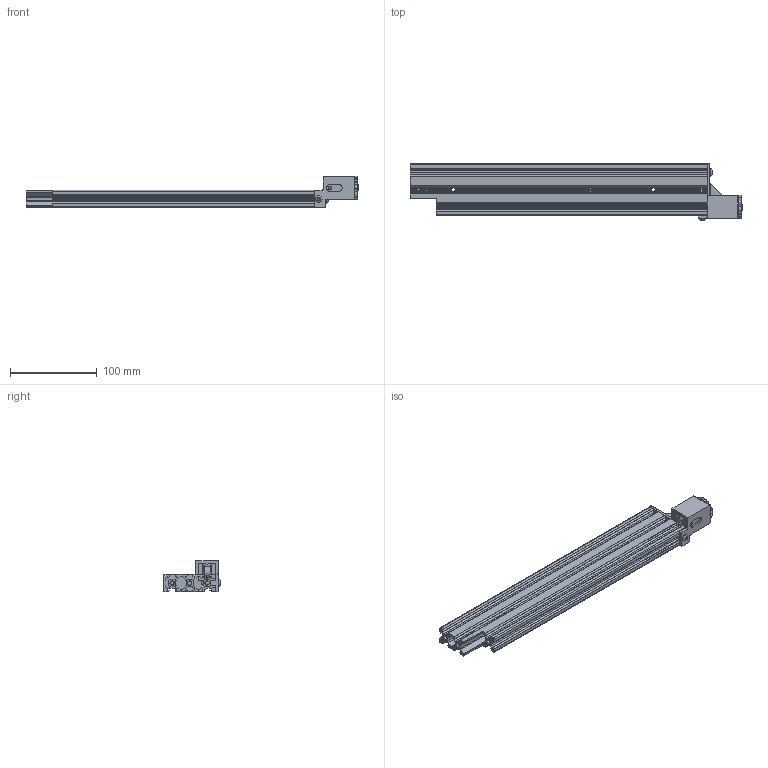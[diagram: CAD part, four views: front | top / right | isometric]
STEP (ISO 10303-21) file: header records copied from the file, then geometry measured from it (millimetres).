
FILE_DESCRIPTION(/* description */ (''),/* implementation_level */ '2;1');
FILE_NAME(/* name */ 'X-belt tensioner.stp',/* time_stamp */ '2023-03-07T14:37:52+03:00',/* author */ ('Josh'),/* organization */ (''),/* preprocessor_version */ 'ST-DEVELOPER v19',/* originating_system */ 'Autodesk Inventor 2023',/* authorisation */ '');
FILE_SCHEMA (('AUTOMOTIVE_DESIGN { 1 0 10303 214 3 1 1 }'));
Length unit declared in the file: millimetre
Products named in the file (9): X-belt tensioner; X_belt1; V226X Êîíñòðóêöèîíí
ûé ïðîôèëü 20õ60; X_belt2; Pulley; ANSI B18.3.4M - M5 x 0.8 x 8, BHSBHCSM; ANSI B18.3.4M - M4 x 0.7 x 20, BHSBHCSM; ANSI B 18.2.4.1 M - M4 x 0.7; X_belt3
Assembly tree (10 placements, depth 2):
  X-belt tensioner
    X_belt1
    V226X Êîíñòðóêöèîíí
ûé ïðîôèëü 20õ60
    X_belt2
    Pulley
    ANSI B18.3.4M - M4 x 0.7 x 20, BHSBHCSM  x3
    ANSI B18.3.4M - M5 x 0.8 x 8, BHSBHCSM
    ANSI B 18.2.4.1 M - M4 x 0.7
    X_belt3
Bounding box: 382.2 x 65.2 x 36.24 mm (x, y, z)
Volume: 176722.5 mm3; surface area: 156430.8 mm2
Topology: 10 solids, 10 shells, 568 faces, 1653 edges, 1100 vertices
Faces by surface type: plane 278, cylinder 260, cone 22, torus 4, bspline 4
Full cylindrical faces by diameter (mm): 2.85 x5, 3.242 x1, 4 x4, 4.2 x7, 4.5 x4, 5 x4, 5.2 x1, 7.6 x3, 9.5 x1, 12 x1, 15.8 x2
Entity records: 19525 total; most frequent: CARTESIAN_POINT 4173, ORIENTED_EDGE 3158, DIRECTION 3099, EDGE_CURVE 1579, AXIS2_PLACEMENT_3D 1096, VERTEX_POINT 1052, LINE 907, VECTOR 907
